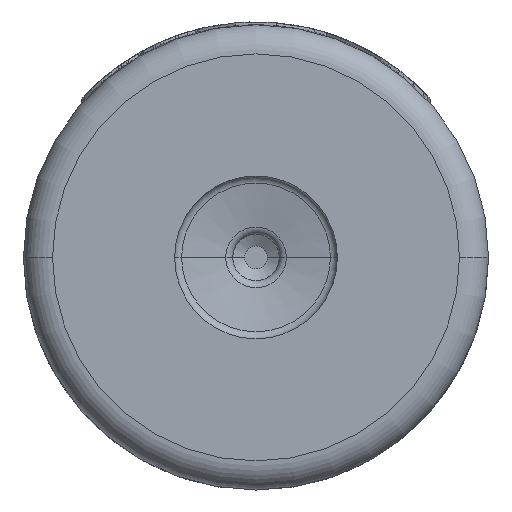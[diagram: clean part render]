
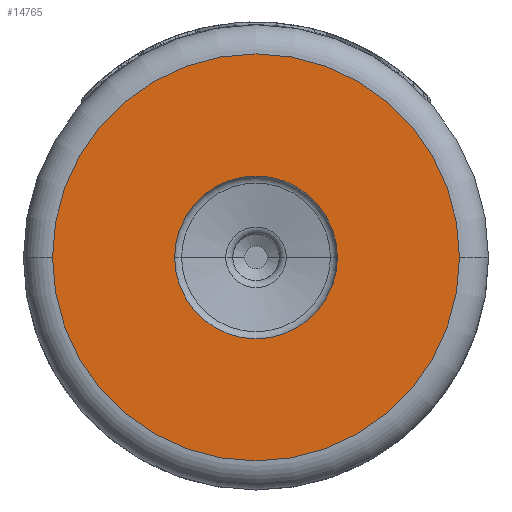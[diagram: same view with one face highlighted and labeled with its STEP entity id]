
A CAD part, front view. The second image highlights one B-rep face of the part: STEP entity #14765.
In plain terms, the highlighted planar face has unit normal (0, -1, 0).
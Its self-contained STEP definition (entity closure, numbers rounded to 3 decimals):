
#2327=CARTESIAN_POINT('',(0.,-4.,0.));
#2328=DIRECTION('',(0.,-1.,0.));
#2329=DIRECTION('',(-1.,0.,0.));
#2330=AXIS2_PLACEMENT_3D('',#2327,#2328,#2329);
#2342=CARTESIAN_POINT('',(0.,-4.,0.));
#2343=DIRECTION('',(0.,-1.,0.));
#2344=DIRECTION('',(-1.,0.,0.));
#2345=AXIS2_PLACEMENT_3D('',#2342,#2343,#2344);
#2347=CARTESIAN_POINT('',(0.,-4.,0.));
#2348=DIRECTION('',(0.,-1.,0.));
#2349=DIRECTION('',(1.,0.,0.));
#2350=AXIS2_PLACEMENT_3D('',#2347,#2348,#2349);
#2352=CARTESIAN_POINT('',(0.,-4.,0.));
#2353=DIRECTION('',(0.,-1.,0.));
#2354=DIRECTION('',(1.,0.,0.));
#2355=AXIS2_PLACEMENT_3D('',#2352,#2353,#2354);
#12265=CARTESIAN_POINT('',(-1.4,-4.,0.));
#12266=CARTESIAN_POINT('',(1.4,-4.,0.));
#12267=VERTEX_POINT('',#12265);
#12268=VERTEX_POINT('',#12266);
#12269=CARTESIAN_POINT('',(3.5,-4.,0.));
#12270=CARTESIAN_POINT('',(-3.5,-4.,0.));
#12271=VERTEX_POINT('',#12269);
#12272=VERTEX_POINT('',#12270);
#14749=CARTESIAN_POINT('',(0.,-4.,0.));
#14750=DIRECTION('',(0.,1.,0.));
#14751=DIRECTION('',(1.,0.,0.));
#14752=AXIS2_PLACEMENT_3D('',#14749,#14750,#14751);
#14753=PLANE('',#14752);
#14755=ORIENTED_EDGE('',*,*,#14754,.F.);
#14756=ORIENTED_EDGE('',*,*,#14739,.F.);
#14757=EDGE_LOOP('',(#14755,#14756));
#14758=FACE_OUTER_BOUND('',#14757,.F.);
#14760=ORIENTED_EDGE('',*,*,#14759,.T.);
#14762=ORIENTED_EDGE('',*,*,#14761,.T.);
#14763=EDGE_LOOP('',(#14760,#14762));
#14764=FACE_BOUND('',#14763,.F.);
#14765=ADVANCED_FACE('',(#14758,#14764),#14753,.F.);
#2331=CIRCLE('',#2330,3.5);
#2346=CIRCLE('',#2345,1.4);
#2351=CIRCLE('',#2350,1.4);
#2356=CIRCLE('',#2355,3.5);
#14739=EDGE_CURVE('',#12272,#12271,#2331,.T.);
#14754=EDGE_CURVE('',#12271,#12272,#2356,.T.);
#14759=EDGE_CURVE('',#12267,#12268,#2346,.T.);
#14761=EDGE_CURVE('',#12268,#12267,#2351,.T.);
